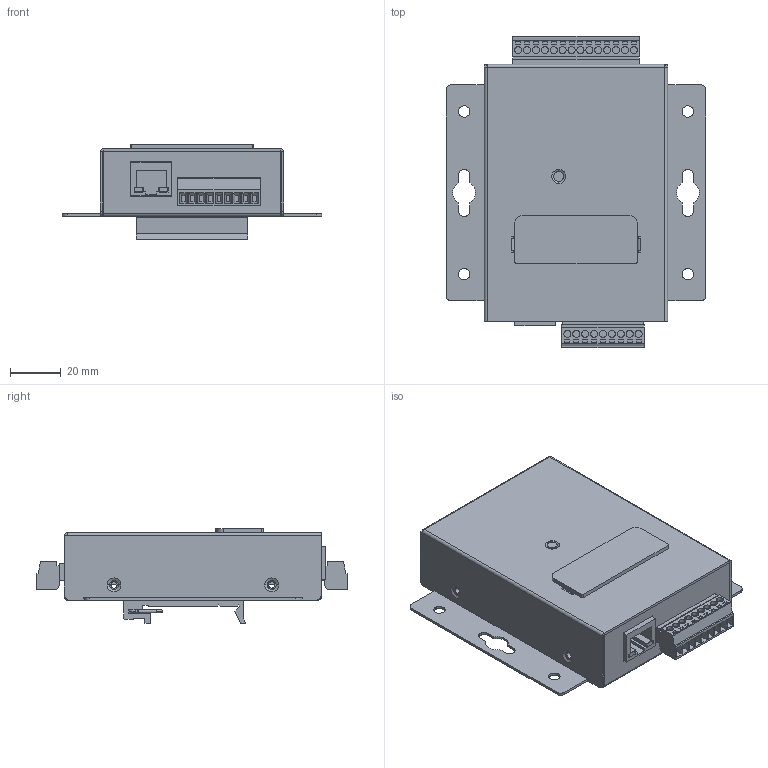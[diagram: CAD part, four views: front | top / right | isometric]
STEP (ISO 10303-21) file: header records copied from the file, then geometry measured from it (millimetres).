
FILE_DESCRIPTION (( 'STEP AP203' ), '1' );
FILE_NAME ('MDC-711.STEP', '2018-11-26T09:44:11', ( 'user' ), ( '' ), 'SwSTEP 2.0', 'SolidWorks 2013', '' );
FILE_SCHEMA (( 'CONFIG_CONTROL_DESIGN' ));
Length unit declared in the file: millimetre
Products named in the file (18): DIN-RAIL_鋁擠_彈簧_44mm; 4SI71K0000035; MC420-35009_90; DIN-RAIL_鋁擠_44mm_20140527; 7000鐵殼遮光l; 2DJ049_RB1-126BHQ1A; MDC-711; 導光柱; ME030-35014; MC420-35014; MC420-35014_90; 7K Display; 7186PCB; ME030-35009; DIN-RAIL_鋁擠_44mm; MDC-714_01; MC420-35009
Assembly tree (17 placements, depth 4):
  MDC-711
    7186PCB
      7186PCB
      MC420-35009_90
        ME030-35009
        MC420-35009
      2DJ049_RB1-126BHQ1A
      MC420-35014_90
        ME030-35014
        MC420-35014
      7K Display
    MDC-714_01
    4SI71K0000035
    7000鐵殼遮光l
    導光柱
    DIN-RAIL_鋁擠_44mm_20140527
      DIN-RAIL_鋁擠_44mm
      DIN-RAIL_鋁擠_彈簧_44mm
Bounding box: 102 x 122.37 x 37.2 mm (x, y, z)
Volume: 61892.6 mm3; surface area: 95287.8 mm2
Topology: 13 solids, 13 shells, 2369 faces, 5774 edges, 3652 vertices
Faces by surface type: plane 2064, cylinder 261, cone 34, torus 10
Entity records: 69799 total; most frequent: CARTESIAN_POINT 11887, ORIENTED_EDGE 11548, DIRECTION 11082, EDGE_CURVE 5774, VECTOR 5204, LINE 5204, VERTEX_POINT 3652, AXIS2_PLACEMENT_3D 2939
